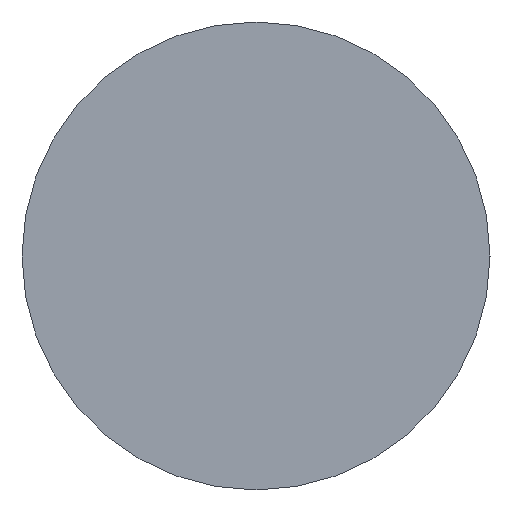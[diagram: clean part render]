
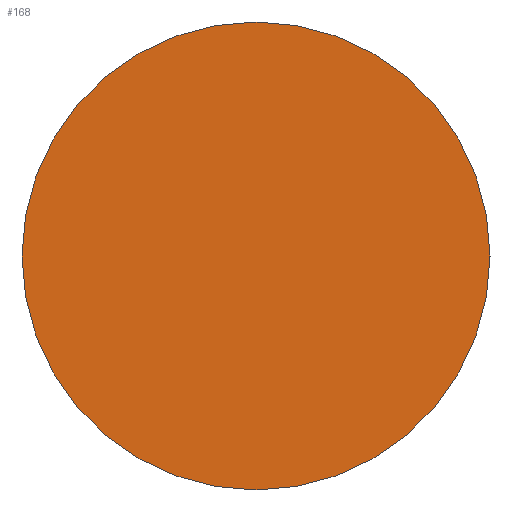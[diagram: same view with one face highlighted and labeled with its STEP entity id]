
A CAD part, left-side view. The second image highlights one B-rep face of the part: STEP entity #168.
In plain terms, the highlighted planar face has unit normal (-1, 0, 0).
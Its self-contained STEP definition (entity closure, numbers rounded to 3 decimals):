
#1 = DIRECTION ( 'NONE',  ( 1., 0., 0. ) ) ;
#15 = DIRECTION ( 'NONE',  ( 0., 0., 1. ) ) ;
#20 = DIRECTION ( 'NONE',  ( -1., 0., 0. ) ) ;
#22 = PLANE ( 'NONE',  #54 ) ;
#23 = CIRCLE ( 'NONE', #99, 3.15 ) ;
#24 = ORIENTED_EDGE ( 'NONE', *, *, #180, .T. ) ;
#34 = DIRECTION ( 'NONE',  ( 0., 0., -1. ) ) ;
#48 = ORIENTED_EDGE ( 'NONE', *, *, #57, .T. ) ;
#54 = AXIS2_PLACEMENT_3D ( 'NONE', #93, #1, #34 ) ;
#57 = EDGE_CURVE ( 'NONE', #135, #103, #144, .T. ) ;
#59 = FACE_OUTER_BOUND ( 'NONE', #116, .T. ) ;
#60 = CARTESIAN_POINT ( 'NONE',  ( 401.325, 121.053, 3.15 ) ) ;
#90 = CARTESIAN_POINT ( 'NONE',  ( 401.325, 121.053, 0. ) ) ;
#93 = CARTESIAN_POINT ( 'NONE',  ( 401.325, 121.053, 0. ) ) ;
#99 = AXIS2_PLACEMENT_3D ( 'NONE', #110, #20, #119 ) ;
#103 = VERTEX_POINT ( 'NONE', #60 ) ;
#108 = DIRECTION ( 'NONE',  ( -1., 0., 0. ) ) ;
#110 = CARTESIAN_POINT ( 'NONE',  ( 401.325, 121.053, 0. ) ) ;
#116 = EDGE_LOOP ( 'NONE', ( #24, #48 ) ) ;
#119 = DIRECTION ( 'NONE',  ( 0., 0., 1. ) ) ;
#122 = AXIS2_PLACEMENT_3D ( 'NONE', #90, #108, #15 ) ;
#135 = VERTEX_POINT ( 'NONE', #172 ) ;
#144 = CIRCLE ( 'NONE', #122, 3.15 ) ;
#168 = ADVANCED_FACE ( 'NONE', ( #59 ), #22, .F. ) ;
#172 = CARTESIAN_POINT ( 'NONE',  ( 401.325, 121.053, -3.15 ) ) ;
#180 = EDGE_CURVE ( 'NONE', #103, #135, #23, .T. ) ;
